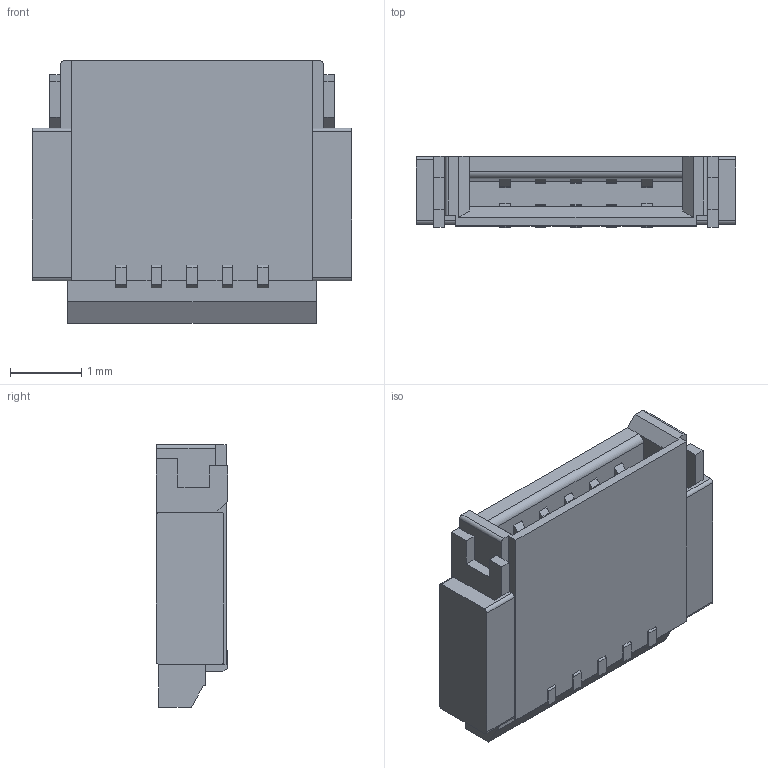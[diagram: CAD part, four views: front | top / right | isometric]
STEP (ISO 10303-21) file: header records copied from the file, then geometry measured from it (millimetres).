
FILE_DESCRIPTION (( 'STEP AP214' ), '1' );
FILE_NAME ('ayf530365t-closed.step', '2013-12-13T05:19:37', ( '' ), ( '(C)Panasonic Corporation 2013' ), '', '', '' );
FILE_SCHEMA (( 'AUTOMOTIVE_DESIGN' ));
Length unit declared in the file: millimetre
Products named in the file (1): ayf530365t-closed
Bounding box: 4.5 x 1 x 3.7 mm (x, y, z)
Volume: 12 mm3; surface area: 63.4 mm2
Topology: 1 solids, 1 shells, 188 faces, 534 edges, 354 vertices
Faces by surface type: plane 143, cylinder 45
Entity records: 6104 total; most frequent: CARTESIAN_POINT 1077, ORIENTED_EDGE 1068, DIRECTION 1004, EDGE_CURVE 534, VECTOR 442, LINE 442, VERTEX_POINT 354, AXIS2_PLACEMENT_3D 281
